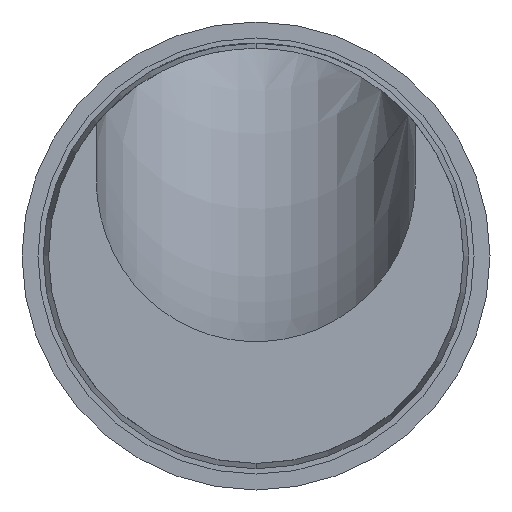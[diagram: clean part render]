
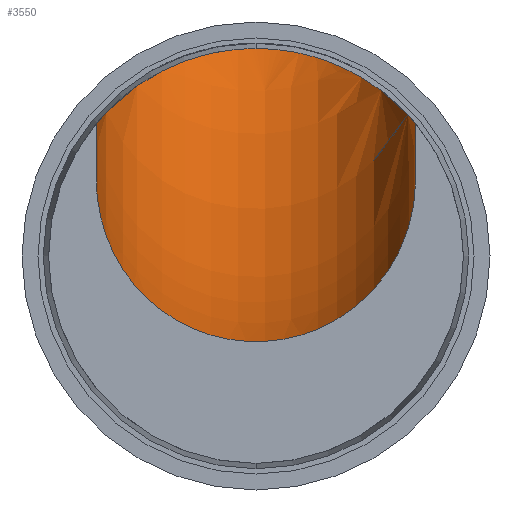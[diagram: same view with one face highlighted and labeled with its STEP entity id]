
A CAD part, front view. The second image highlights one B-rep face of the part: STEP entity #3550.
In plain terms, the highlighted toroidal (fillet/blend) face has major radius 9.25 mm and minor radius 0.75 mm.
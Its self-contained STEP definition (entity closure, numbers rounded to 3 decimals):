
#118 = CARTESIAN_POINT ( 'NONE',  ( 0.547, -13.261, 0.813 ) ) ;
#151 = DIRECTION ( 'NONE',  ( 0., 0., 1. ) ) ;
#358 = CARTESIAN_POINT ( 'NONE',  ( 0.261, -12.662, 0.94 ) ) ;
#394 = CARTESIAN_POINT ( 'NONE',  ( 0.221, -12.615, 0.951 ) ) ;
#405 = CARTESIAN_POINT ( 'NONE',  ( 0.599, -13.496, 0.771 ) ) ;
#422 = CIRCLE ( 'NONE', #1531, 9.25 ) ;
#583 = AXIS2_PLACEMENT_3D ( 'NONE', #3552, #1844, #151 ) ;
#665 = CARTESIAN_POINT ( 'NONE',  ( 0.462, -16.5, -0.251 ) ) ;
#689 = ORIENTED_EDGE ( 'NONE', *, *, #2708, .F. ) ;
#690 = CARTESIAN_POINT ( 'NONE',  ( 0.707, -14.217, 0.672 ) ) ;
#741 = CARTESIAN_POINT ( 'NONE',  ( -0.599, -13.495, 0.771 ) ) ;
#786 = CARTESIAN_POINT ( 'NONE',  ( -0.68, -13.971, 0.701 ) ) ;
#800 = CARTESIAN_POINT ( 'NONE',  ( -0.122, -12.54, 0.969 ) ) ;
#862 = DIRECTION ( 'NONE',  ( 0., 0., 1. ) ) ;
#887 = ORIENTED_EDGE ( 'NONE', *, *, #1195, .T. ) ;
#897 = B_SPLINE_CURVE_WITH_KNOTS ( 'NONE', 3,
 ( #2443, #2745, #3299, #2478, #786, #741, #1915, #1066, #1297, #1350, #3321, #800, #1030, #3002 ),
 .UNSPECIFIED., .F., .F.,
 ( 4, 2, 2, 2, 2, 2, 4 ),
 ( 0.001, 0.002, 0.003, 0.004, 0.004, 0.004, 0.004 ),
 .UNSPECIFIED. ) ;
#902 = CARTESIAN_POINT ( 'NONE',  ( 0.75, -15.187, 0.623 ) ) ;
#979 = DIRECTION ( 'NONE',  ( 0., 0., 1. ) ) ;
#1030 = CARTESIAN_POINT ( 'NONE',  ( -0.062, -12.514, 0.975 ) ) ;
#1066 = CARTESIAN_POINT ( 'NONE',  ( -0.417, -12.919, 0.883 ) ) ;
#1194 = ORIENTED_EDGE ( 'NONE', *, *, #2232, .F. ) ;
#1195 = EDGE_CURVE ( 'Defeature ausgef�hrt2_11+Defeature ausgef�hrt2_10+Defeature ausgef�hrt2_4+Defeature ausgef�hrt2_3', #3404, #2888, #422, .T. ) ;
#1238 = CARTESIAN_POINT ( 'NONE',  ( 0.122, -12.54, 0.969 ) ) ;
#1246 = CARTESIAN_POINT ( 'NONE',  ( 0.062, -12.514, 0.975 ) ) ;
#1275 = CARTESIAN_POINT ( 'NONE',  ( -0.463, -16.5, -0.25 ) ) ;
#1297 = CARTESIAN_POINT ( 'NONE',  ( -0.365, -12.808, 0.907 ) ) ;
#1350 = CARTESIAN_POINT ( 'NONE',  ( -0.261, -12.661, 0.94 ) ) ;
#1421 = CARTESIAN_POINT ( 'NONE',  ( -0.75, -17.7, 9.525 ) ) ;
#1451 = B_SPLINE_CURVE_WITH_KNOTS ( 'NONE', 3,
 ( #3467, #3200, #3480, #665, #2645, #2928, #3493, #1812, #2403, #2131, #1275, #1573, #2417, #2119 ),
 .UNSPECIFIED., .F., .F.,
 ( 4, 2, 2, 2, 2, 2, 4 ),
 ( 0.003, 0.004, 0.004, 0.004, 0.004, 0.005, 0.005 ),
 .UNSPECIFIED. ) ;
#1513 = CARTESIAN_POINT ( 'NONE',  ( 0.418, -12.921, 0.882 ) ) ;
#1522 = CARTESIAN_POINT ( 'NONE',  ( 0.742, -14.702, 0.633 ) ) ;
#1531 = AXIS2_PLACEMENT_3D ( 'NONE', #1421, #2542, #862 ) ;
#1573 = CARTESIAN_POINT ( 'NONE',  ( -0.67, -16.5, -0.04 ) ) ;
#1693 = B_SPLINE_CURVE_WITH_KNOTS ( 'NONE', 3,
 ( #2107, #1246, #1238, #394, #358, #1824, #1513, #118, #405, #2379, #690, #1522, #3226, #2096 ),
 .UNSPECIFIED., .F., .F.,
 ( 4, 2, 2, 2, 2, 2, 4 ),
 ( 0.004, 0.004, 0.005, 0.005, 0.006, 0.006, 0.007 ),
 .UNSPECIFIED. ) ;
#1742 = EDGE_LOOP ( 'NONE', ( #689, #1194, #2787, #887, #3541 ) ) ;
#1774 = VERTEX_POINT ( 'NONE', #902 ) ;
#1807 = DIRECTION ( 'NONE',  ( -1., 0., 0. ) ) ;
#1812 = CARTESIAN_POINT ( 'NONE',  ( -0.098, -16.5, -0.403 ) ) ;
#1824 = CARTESIAN_POINT ( 'NONE',  ( 0.367, -12.81, 0.906 ) ) ;
#1842 = FACE_OUTER_BOUND ( 'NONE', #1742, .T. ) ;
#1844 = DIRECTION ( 'NONE',  ( -1., 0., 0. ) ) ;
#1915 = CARTESIAN_POINT ( 'NONE',  ( -0.545, -13.257, 0.814 ) ) ;
#2066 = VERTEX_POINT ( 'NONE', #3100 ) ;
#2096 = CARTESIAN_POINT ( 'NONE',  ( 0.75, -15.187, 0.623 ) ) ;
#2107 = CARTESIAN_POINT ( 'NONE',  ( 0., -12.514, 0.975 ) ) ;
#2119 = CARTESIAN_POINT ( 'NONE',  ( -0.75, -16.5, 0.353 ) ) ;
#2131 = CARTESIAN_POINT ( 'NONE',  ( -0.378, -16.5, -0.307 ) ) ;
#2229 = CARTESIAN_POINT ( 'NONE',  ( -0.75, -16.5, 0.353 ) ) ;
#2232 = EDGE_CURVE ( 'Defeature ausgef�hrt2_4+Defeature ausgef�hrt2_11+Defeature ausgef�hrt2_10+Defeature ausgef�hrt2_12', #2066, #1774, #1693, .T. ) ;
#2314 = EDGE_CURVE ( 'Defeature ausgef�hrt2_3+Defeature ausgef�hrt2_11+Defeature ausgef�hrt2_12+Defeature ausgef�hrt2_10', #2922, #2888, #1451, .T. ) ;
#2379 = CARTESIAN_POINT ( 'NONE',  ( 0.68, -13.973, 0.701 ) ) ;
#2403 = CARTESIAN_POINT ( 'NONE',  ( -0.197, -16.5, -0.383 ) ) ;
#2417 = CARTESIAN_POINT ( 'NONE',  ( -0.75, -16.5, 0.157 ) ) ;
#2443 = CARTESIAN_POINT ( 'NONE',  ( -0.75, -15.187, 0.623 ) ) ;
#2478 = CARTESIAN_POINT ( 'NONE',  ( -0.706, -14.212, 0.673 ) ) ;
#2532 = CARTESIAN_POINT ( 'NONE',  ( 0.75, -16.5, 0.353 ) ) ;
#2542 = DIRECTION ( 'NONE',  ( -1., 0., 0. ) ) ;
#2570 = AXIS2_PLACEMENT_3D ( 'NONE', #3243, #1807, #979 ) ;
#2645 = CARTESIAN_POINT ( 'NONE',  ( 0.379, -16.5, -0.307 ) ) ;
#2708 = EDGE_CURVE ( 'Defeature ausgef�hrt2_12+Defeature ausgef�hrt2_11+Defeature ausgef�hrt2_4+Defeature ausgef�hrt2_3', #1774, #2922, #2891, .T. ) ;
#2745 = CARTESIAN_POINT ( 'NONE',  ( -0.75, -14.942, 0.623 ) ) ;
#2787 = ORIENTED_EDGE ( 'NONE', *, *, #2854, .F. ) ;
#2848 = CARTESIAN_POINT ( 'NONE',  ( -0.75, -15.187, 0.623 ) ) ;
#2854 = EDGE_CURVE ( 'Defeature ausgef�hrt2_4+Defeature ausgef�hrt2_11+Defeature ausgef�hrt2_10+Defeature ausgef�hrt2_12', #3404, #2066, #897, .T. ) ;
#2888 = VERTEX_POINT ( 'NONE', #2229 ) ;
#2891 = CIRCLE ( 'NONE', #2570, 9.25 ) ;
#2922 = VERTEX_POINT ( 'NONE', #2532 ) ;
#2928 = CARTESIAN_POINT ( 'NONE',  ( 0.197, -16.5, -0.383 ) ) ;
#3002 = CARTESIAN_POINT ( 'NONE',  ( 0., -12.514, 0.975 ) ) ;
#3100 = CARTESIAN_POINT ( 'NONE',  ( 0., -12.514, 0.975 ) ) ;
#3200 = CARTESIAN_POINT ( 'NONE',  ( 0.75, -16.5, 0.156 ) ) ;
#3226 = CARTESIAN_POINT ( 'NONE',  ( 0.75, -14.945, 0.623 ) ) ;
#3243 = CARTESIAN_POINT ( 'NONE',  ( 0.75, -17.7, 9.525 ) ) ;
#3299 = CARTESIAN_POINT ( 'NONE',  ( -0.741, -14.697, 0.634 ) ) ;
#3321 = CARTESIAN_POINT ( 'NONE',  ( -0.22, -12.614, 0.951 ) ) ;
#3404 = VERTEX_POINT ( 'NONE', #2848 ) ;
#3467 = CARTESIAN_POINT ( 'NONE',  ( 0.75, -16.5, 0.353 ) ) ;
#3480 = CARTESIAN_POINT ( 'NONE',  ( 0.67, -16.5, -0.04 ) ) ;
#3493 = CARTESIAN_POINT ( 'NONE',  ( 0.098, -16.5, -0.403 ) ) ;
#3541 = ORIENTED_EDGE ( 'NONE', *, *, #2314, .F. ) ;
#3550 = ADVANCED_FACE ( 'Defeature ausgef�hrt2_11', ( #1842 ), #3564, .F. ) ;
#3552 = CARTESIAN_POINT ( 'NONE',  ( 0., -17.7, 9.525 ) ) ;
#3564 = TOROIDAL_SURFACE ( 'NONE', #583, 9.25, 0.75 ) ;
